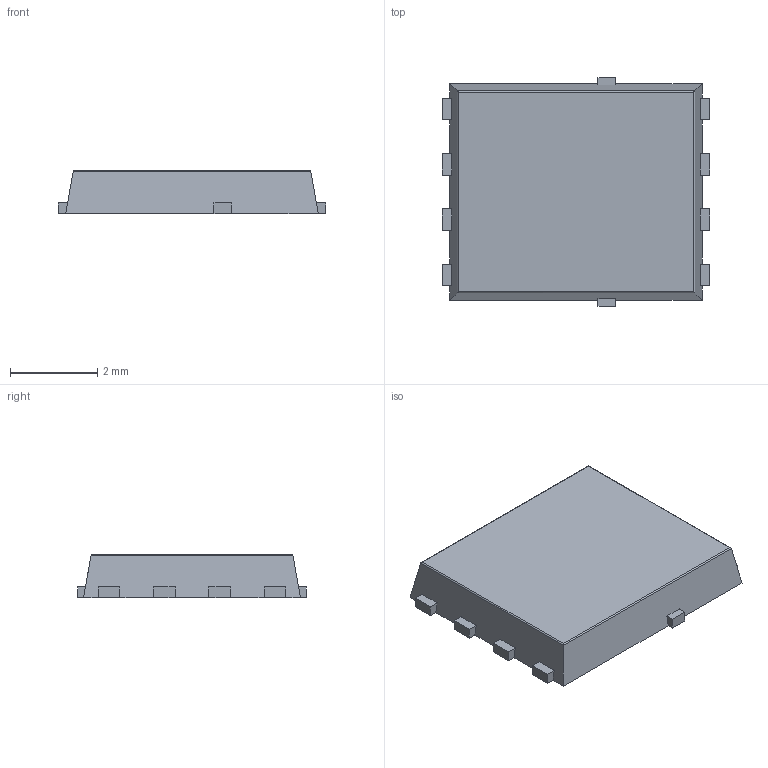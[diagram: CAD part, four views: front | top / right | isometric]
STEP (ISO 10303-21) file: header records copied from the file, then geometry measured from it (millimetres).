
FILE_DESCRIPTION(/* description */ (''),/* implementation_level */ '2;1');
FILE_NAME(/* name */ 'P260-PowerQFN5x6.stp',/* time_stamp */ '2022-03-09T10:43:25+01:00',/* author */ (''),/* organization */ (''),/* preprocessor_version */ 'ST-DEVELOPER v14',/* originating_system */ 'SIEMENS PLM Software NX 8.0',/* authorisation */ '');
FILE_SCHEMA (('AUTOMOTIVE_DESIGN { 1 0 10303 214 3 1 1 1 }'));
Length unit declared in the file: millimetre
Products named in the file (1): P260-PowerQFN5x6-body
Bounding box: 6.15 x 5.25 x 1 mm (x, y, z)
Volume: 27.3 mm3; surface area: 120.9 mm2
Topology: 6 solids, 6 shells, 92 faces, 236 edges, 156 vertices
Faces by surface type: plane 88, cylinder 4
Entity records: 2790 total; most frequent: CARTESIAN_POINT 485, ORIENTED_EDGE 472, DIRECTION 426, EDGE_CURVE 236, LINE 232, VECTOR 232, VERTEX_POINT 156, AXIS2_PLACEMENT_3D 97
